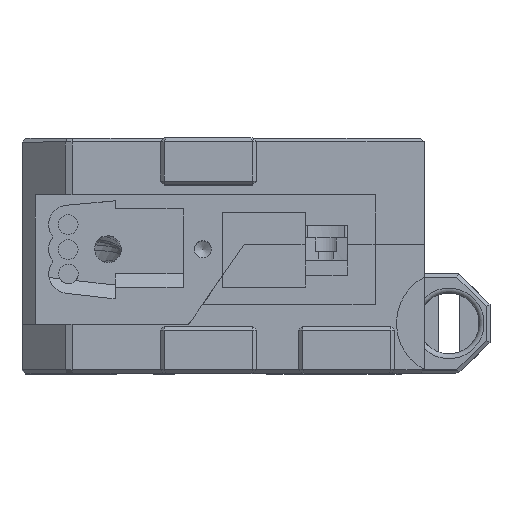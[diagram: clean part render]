
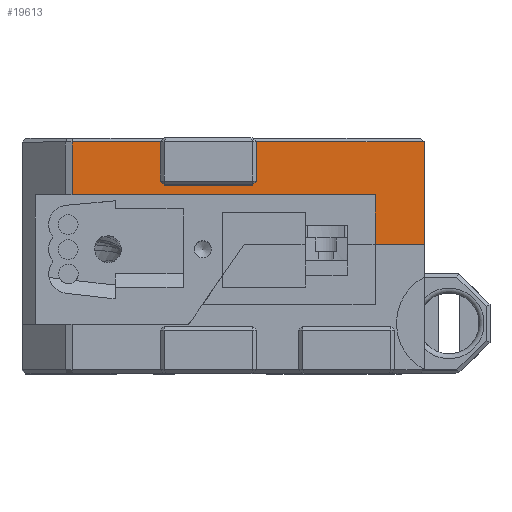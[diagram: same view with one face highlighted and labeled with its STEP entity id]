
A CAD part, top view. The second image highlights one B-rep face of the part: STEP entity #19613.
In plain terms, the highlighted planar face has unit normal (0, 0, 1).
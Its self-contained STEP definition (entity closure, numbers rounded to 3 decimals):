
#2403=LINE('',#32618,#4249);
#2406=LINE('',#32625,#4252);
#2460=LINE('',#32742,#4306);
#2595=LINE('',#34432,#4441);
#2644=LINE('',#34630,#4490);
#2647=LINE('',#34636,#4493);
#2696=LINE('',#35611,#4542);
#2705=LINE('',#35641,#4551);
#2706=LINE('',#35642,#4552);
#2707=LINE('',#35644,#4553);
#2708=LINE('',#35645,#4554);
#2709=LINE('',#35646,#4555);
#4249=VECTOR('',#24991,10.);
#4252=VECTOR('',#24998,10.);
#4306=VECTOR('',#25112,10.);
#4441=VECTOR('',#25481,10.);
#4490=VECTOR('',#25626,10.);
#4493=VECTOR('',#25631,10.);
#4542=VECTOR('',#25866,10.);
#4551=VECTOR('',#25903,10.);
#4552=VECTOR('',#25904,10.);
#4553=VECTOR('',#25905,10.);
#4554=VECTOR('',#25906,10.);
#4555=VECTOR('',#25907,10.);
#5689=FACE_OUTER_BOUND('',#6875,.T.);
#6875=EDGE_LOOP('',(#17257,#17258,#17259,#17260,#17261,#17262,#17263,#17264,
#17265,#17266,#17267,#17268));
#8953=VERTEX_POINT('',#32614);
#8954=VERTEX_POINT('',#32616);
#8955=VERTEX_POINT('',#32622);
#8956=VERTEX_POINT('',#32624);
#9166=VERTEX_POINT('',#34418);
#9172=VERTEX_POINT('',#34430);
#9232=VERTEX_POINT('',#34629);
#9234=VERTEX_POINT('',#34635);
#9295=VERTEX_POINT('',#35608);
#9301=VERTEX_POINT('',#35639);
#9302=VERTEX_POINT('',#35640);
#9303=VERTEX_POINT('',#35643);
#11474=EDGE_CURVE('',#8954,#8953,#2403,.F.);
#11477=EDGE_CURVE('',#8956,#8955,#2406,.T.);
#11536=EDGE_CURVE('',#8955,#8953,#2460,.T.);
#11799=EDGE_CURVE('',#9172,#9166,#2595,.T.);
#11880=EDGE_CURVE('',#9232,#9166,#2644,.T.);
#11883=EDGE_CURVE('',#9234,#9232,#2647,.T.);
#12011=EDGE_CURVE('',#9295,#9234,#2696,.T.);
#12025=EDGE_CURVE('',#9301,#9302,#2705,.T.);
#12026=EDGE_CURVE('',#9301,#8956,#2706,.T.);
#12027=EDGE_CURVE('',#8954,#9303,#2707,.T.);
#12028=EDGE_CURVE('',#9295,#9303,#2708,.T.);
#12029=EDGE_CURVE('',#9302,#9172,#2709,.T.);
#17257=ORIENTED_EDGE('',*,*,#12025,.F.);
#17258=ORIENTED_EDGE('',*,*,#12026,.T.);
#17259=ORIENTED_EDGE('',*,*,#11477,.T.);
#17260=ORIENTED_EDGE('',*,*,#11536,.T.);
#17261=ORIENTED_EDGE('',*,*,#11474,.F.);
#17262=ORIENTED_EDGE('',*,*,#12027,.T.);
#17263=ORIENTED_EDGE('',*,*,#12028,.F.);
#17264=ORIENTED_EDGE('',*,*,#12011,.T.);
#17265=ORIENTED_EDGE('',*,*,#11883,.T.);
#17266=ORIENTED_EDGE('',*,*,#11880,.T.);
#17267=ORIENTED_EDGE('',*,*,#11799,.F.);
#17268=ORIENTED_EDGE('',*,*,#12029,.F.);
#18595=PLANE('',#21254);
#19613=ADVANCED_FACE('',(#5689),#18595,.T.);
#21254=AXIS2_PLACEMENT_3D('',#35638,#25901,#25902);
#24991=DIRECTION('',(-0.707,0.707,0.));
#24998=DIRECTION('',(-0.707,-0.707,0.));
#25112=DIRECTION('',(-1.,0.,0.));
#25481=DIRECTION('',(-1.,0.,0.));
#25626=DIRECTION('',(0.,-1.,0.));
#25631=DIRECTION('',(1.,0.,0.));
#25866=DIRECTION('',(0.,-1.,0.));
#25901=DIRECTION('center_axis',(0.,0.,
1.));
#25902=DIRECTION('ref_axis',(0.,-1.,0.));
#25903=DIRECTION('',(1.,0.,0.));
#25904=DIRECTION('',(0.,-1.,0.));
#25905=DIRECTION('',(0.,1.,0.));
#25906=DIRECTION('',(1.,0.,0.));
#25907=DIRECTION('',(0.,-1.,0.));
#32614=CARTESIAN_POINT('',(-18.457,-4.543,39.35));
#32616=CARTESIAN_POINT('',(-18.6,-4.4,39.35));
#32618=CARTESIAN_POINT('',(-15.,-8.,39.35));
#32622=CARTESIAN_POINT('',(-8.943,-4.543,39.35));
#32624=CARTESIAN_POINT('',(-8.8,-4.4,39.35));
#32625=CARTESIAN_POINT('',(-11.65,-7.25,39.35));
#32742=CARTESIAN_POINT('',(-8.8,-4.543,39.35));
#34418=CARTESIAN_POINT('',(3.287,-10.83,39.35));
#34430=CARTESIAN_POINT('',(8.3,-10.83,39.35));
#34432=CARTESIAN_POINT('',(-10.95,-10.83,39.35));
#34629=CARTESIAN_POINT('',(3.287,-5.79,39.35));
#34630=CARTESIAN_POINT('',(3.287,-14.495,39.35));
#34635=CARTESIAN_POINT('',(-27.6,-5.79,39.35));
#34636=CARTESIAN_POINT('',(-4.456,-5.79,39.35));
#35608=CARTESIAN_POINT('',(-27.6,-0.4,39.35));
#35611=CARTESIAN_POINT('',(-27.6,-18.,39.35));
#35638=CARTESIAN_POINT('Origin',(-12.2,-12.,39.35));
#35639=CARTESIAN_POINT('',(-8.8,-0.4,39.35));
#35640=CARTESIAN_POINT('',(8.3,-0.4,39.35));
#35641=CARTESIAN_POINT('',(-1.95,-0.4,39.35));
#35642=CARTESIAN_POINT('',(-8.8,-6.,39.35));
#35643=CARTESIAN_POINT('',(-18.6,-0.4,39.35));
#35644=CARTESIAN_POINT('',(-18.6,-6.,39.35));
#35645=CARTESIAN_POINT('',(-1.95,-0.4,39.35));
#35646=CARTESIAN_POINT('',(8.3,-9.909,39.35));
